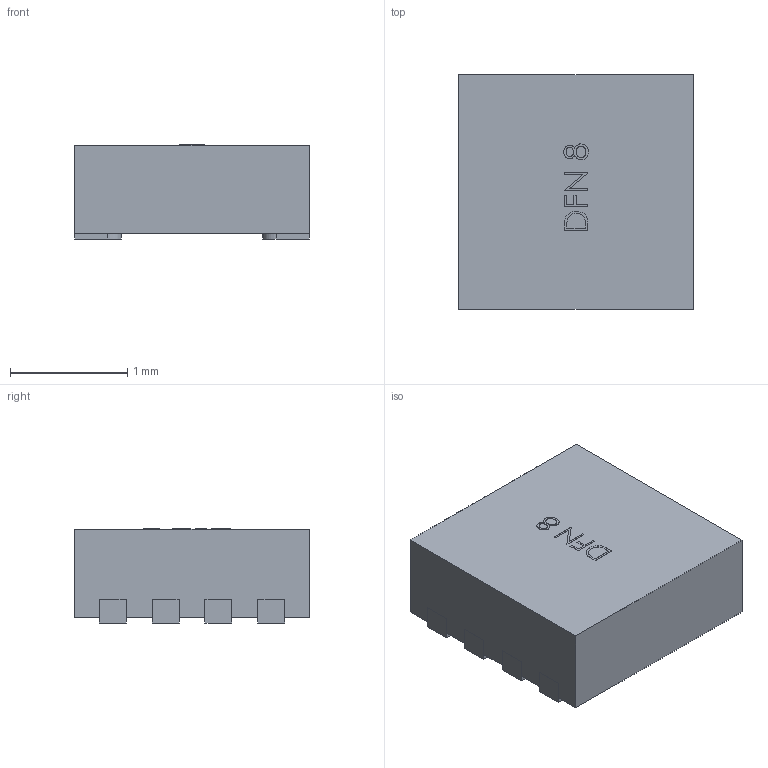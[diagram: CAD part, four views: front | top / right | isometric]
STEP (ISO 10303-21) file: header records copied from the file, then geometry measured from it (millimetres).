
FILE_DESCRIPTION(('FreeCAD Model'),'2;1');
FILE_NAME('User Library-DFN 8.step', '2017-03-21T12:05:47',('kicad StepUp'),('ksu MCAD'), 'Open CASCADE STEP processor 6.8','FreeCAD','Unknown');
FILE_SCHEMA(('AUTOMOTIVE_DESIGN_CC2 { 1 2 10303 214 -1 1 5 4 }'));
Length unit declared in the file: millimetre
Products named in the file (2): ASSEMBLY; User_Library-DFN_8
Assembly tree (1 placements, depth 2):
  ASSEMBLY
    User_Library-DFN_8
Bounding box: 2 x 2 x 0.8 mm (x, y, z)
Volume: 3 mm3; surface area: 14.5 mm2
Topology: 1 solids, 1 shells, 124 faces, 342 edges, 228 vertices
Faces by surface type: plane 85, bspline 24, cylinder 15
Entity records: 6123 total; most frequent: CARTESIAN_POINT 2192, ORIENTED_EDGE 684, DIRECTION 528, EDGE_CURVE 342, LINE 264, VECTOR 264, VERTEX_POINT 228, AXIS2_PLACEMENT_3D 132
